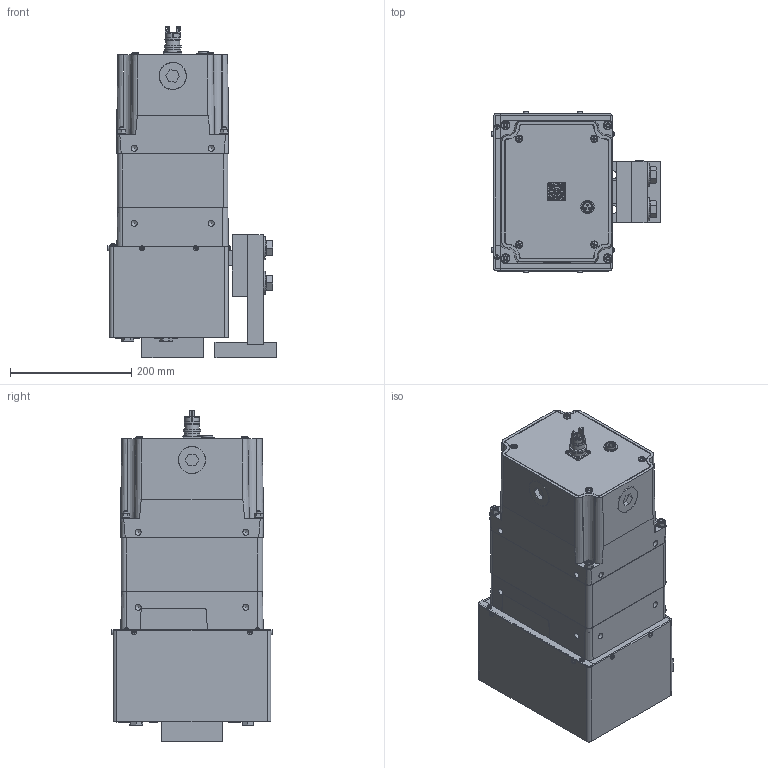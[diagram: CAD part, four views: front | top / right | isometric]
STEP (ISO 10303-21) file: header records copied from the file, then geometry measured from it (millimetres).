
FILE_DESCRIPTION(/* description */ (''),/* implementation_level */ '2;1');
FILE_NAME(/* name */ 'TDC-7128.stp',/* time_stamp */ '2016-10-19T13:41:57-04:00',/* author */ ('jbetit'),/* organization */ (''),/* preprocessor_version */ 'ST-DEVELOPER v16.1',/* originating_system */ 'Autodesk Inventor 2016',/* authorisation */ '');
FILE_SCHEMA (('AUTOMOTIVE_DESIGN { 1 0 10303 214 3 1 1 }'));
Length unit declared in the file: inch
Products named in the file (1): 7128-0_Shrinkwrap_1
Bounding box: 279.06 x 266.14 x 547.22 mm (x, y, z)
Surface area: 705955.5 mm2 (no closed solid volume)
Topology: 0 solids, 111 shells, 416 faces, 2522 edges, 2129 vertices
Faces by surface type: plane 220, cone 92, cylinder 80, sphere 20, torus 4
Full cylindrical faces by diameter (mm): 2.286 x3, 3.81 x2, 7.938 x4, 8.636 x2, 9.525 x2, 10.109 x16, 11.199 x2, 12 x2, 13.843 x8, 14.707 x1, 16.51 x1, 17.907 x1, 19.05 x1, 21.971 x1, 23.114 x1, 25.349 x1, 25.4 x1, 26.365 x1, 28.575 x1, 38.1 x4
Entity records: 25148 total; most frequent: CARTESIAN_POINT 6860, DIRECTION 3489, ORIENTED_EDGE 2867, EDGE_CURVE 2349, VERTEX_POINT 2076, LINE 1167, VECTOR 1167, AXIS2_PLACEMENT_3D 1161
